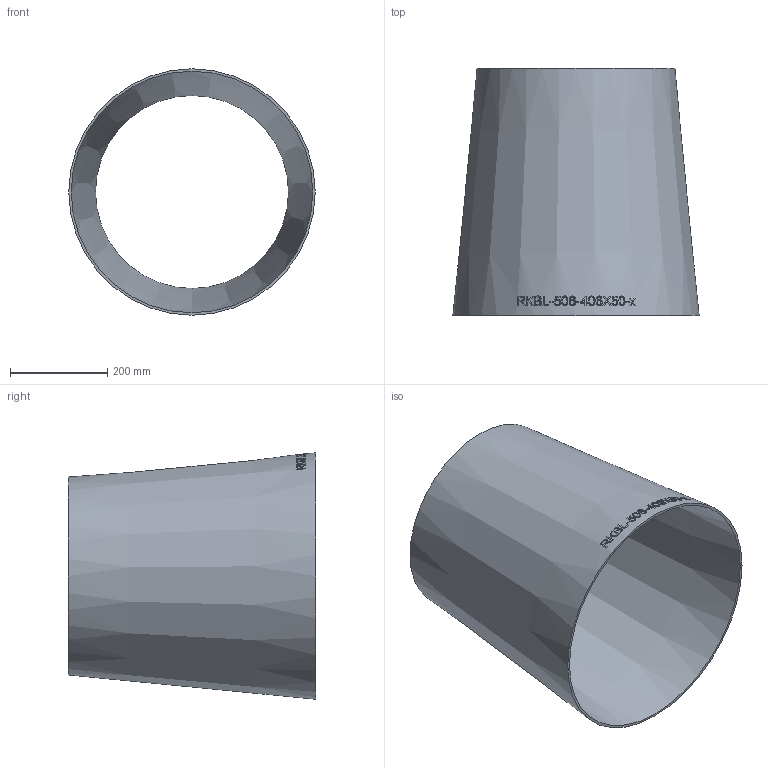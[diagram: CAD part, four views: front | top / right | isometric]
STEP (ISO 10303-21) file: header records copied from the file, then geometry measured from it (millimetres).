
FILE_DESCRIPTION (( 'STEP AP214' ), '1' );
FILE_NAME ('RKBL-506-406X50-x Reduzierung aus Blech ISO-sonstige 2007.STEP', '2020-07-15T12:31:50', ( '' ), ( '' ), 'SwSTEP 2.0', 'SolidWorks 2019', '' );
FILE_SCHEMA (( 'AUTOMOTIVE_DESIGN' ));
Length unit declared in the file: millimetre
Products named in the file (1): RKBL-506-406X50-x Reduzierung aus Blech ISO-sonstige 2007
Bounding box: 506 x 508 x 506 mm (x, y, z)
Volume: 3614136.9 mm3; surface area: 1461244.6 mm2
Topology: 1 solids, 1 shells, 237 faces, 627 edges, 418 vertices
Faces by surface type: bspline 207, cone 28, plane 2
Entity records: 45976 total; most frequent: CARTESIAN_POINT 39443, ORIENTED_EDGE 1250, EDGE_CURVE 625, B_SPLINE_CURVE_WITH_KNOTS 621, VERTEX_POINT 418, EDGE_LOOP 267, ADVANCED_FACE 237, FACE_OUTER_BOUND 237
